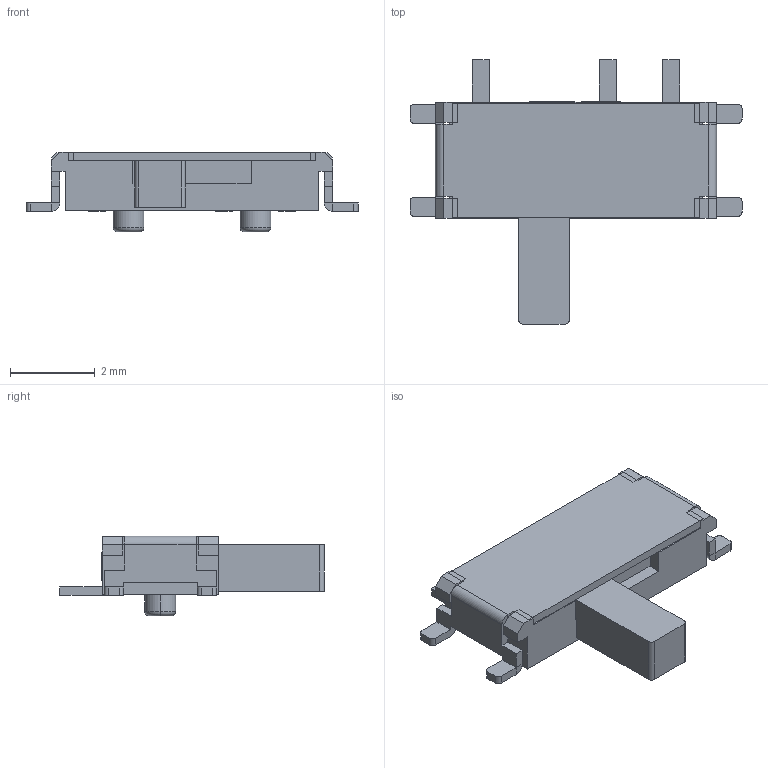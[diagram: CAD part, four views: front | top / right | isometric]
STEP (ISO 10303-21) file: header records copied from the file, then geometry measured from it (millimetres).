
FILE_DESCRIPTION (( 'STEP AP214' ), '1' );
FILE_NAME ('SW-SMD_XDMK-12C01-25.STEP', '2024-04-28T01:11:53', ( 'PC' ), ( 'Microsoft' ), 'SwSTEP 2.0', 'SolidWorks 2020', '' );
FILE_SCHEMA (( 'AUTOMOTIVE_DESIGN' ));
Length unit declared in the file: millimetre
Products named in the file (1): SW-SMD_XDMK-12C01-25
Bounding box: 7.85 x 6.25 x 1.88 mm (x, y, z)
Volume: 27.9 mm3; surface area: 125.6 mm2
Topology: 2 solids, 2 shells, 372 faces, 1005 edges, 658 vertices
Faces by surface type: plane 241, bspline 98, cylinder 29, torus 4
Entity records: 16194 total; most frequent: CARTESIAN_POINT 3342, ORIENTED_EDGE 2010, DIRECTION 1421, EDGE_CURVE 1005, LINE 739, VECTOR 739, VERTEX_POINT 658, EDGE_LOOP 393
